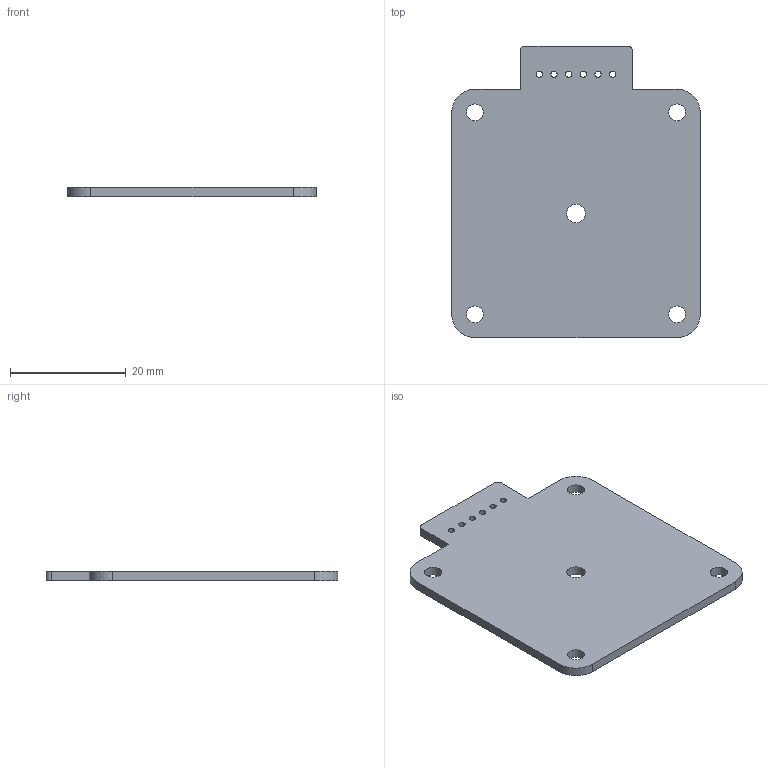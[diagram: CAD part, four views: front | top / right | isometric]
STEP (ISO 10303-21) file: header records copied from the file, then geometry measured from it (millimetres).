
FILE_DESCRIPTION(('KiCad electronic assembly'),'2;1');
FILE_NAME('LED_BoardRev2.step','2023-05-02T21:27:43',('Pcbnew'),('Kicad' ),'Open CASCADE STEP processor 7.6','KiCad to STEP converter', 'Unknown');
FILE_SCHEMA(('AUTOMOTIVE_DESIGN { 1 0 10303 214 1 1 1 1 }'));
Length unit declared in the file: millimetre
Products named in the file (2): LED_BoardRev2 1; LED_BoardRev2 PCB
Assembly tree (1 placements, depth 2):
  LED_BoardRev2 1
    LED_BoardRev2 PCB
Bounding box: 42.98 x 50.39 x 1.6 mm (x, y, z)
Volume: 3097.5 mm3; surface area: 4266.7 mm2
Topology: 1 solids, 1 shells, 27 faces, 75 edges, 50 vertices
Faces by surface type: cylinder 17, plane 10
Full cylindrical faces by diameter (mm): 1.09 x6, 2.946 x4, 3.2 x1
Entity records: 2051 total; most frequent: CARTESIAN_POINT 508, DIRECTION 283, LINE 157, VECTOR 157, ORIENTED_EDGE 150, PCURVE 150, DEFINITIONAL_REPRESENTATION 150, EDGE_CURVE 75
